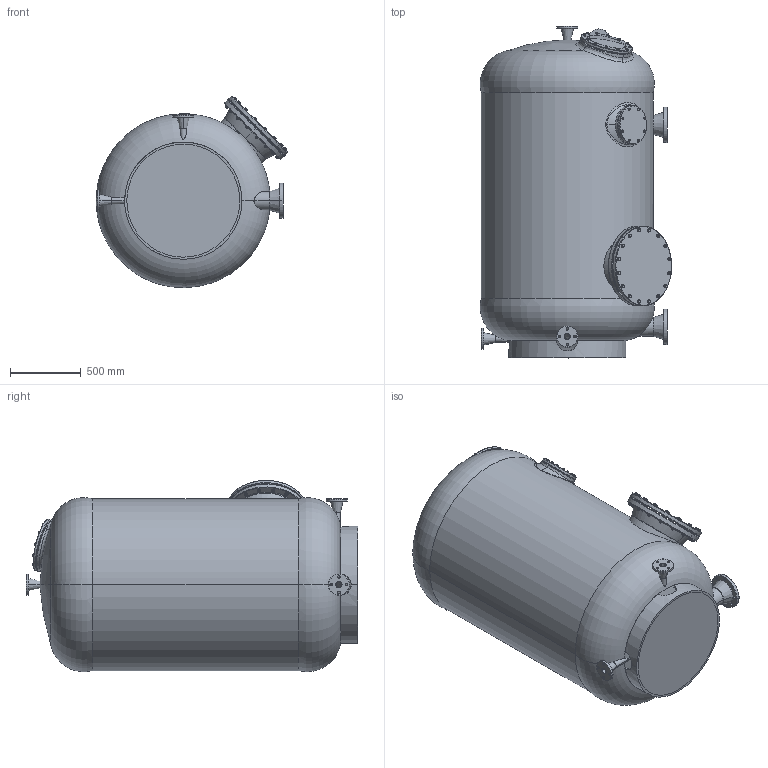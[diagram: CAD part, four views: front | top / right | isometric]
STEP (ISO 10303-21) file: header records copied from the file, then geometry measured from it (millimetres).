
FILE_DESCRIPTION (( 'STEP AP214' ), '1' );
FILE_NAME ('mediterran120c_.STEP', '2020-11-03T11:33:43', ( '' ), ( '' ), 'SwSTEP 2.0', 'SolidWorks 2019', '' );
FILE_SCHEMA (( 'AUTOMOTIVE_DESIGN' ));
Length unit declared in the file: millimetre
Products named in the file (1): mediterran120c_
Bounding box: 1354.38 x 2349.56 x 1354.87 mm (x, y, z)
Surface area: 13231654 mm2 (no closed solid volume)
Topology: 0 solids, 125 shells, 1089 faces, 2679 edges, 1671 vertices
Faces by surface type: plane 452, cone 320, cylinder 225, torus 80, sphere 6, bspline 6
Entity records: 72630 total; most frequent: CARTESIAN_POINT 40150, ORIENTED_EDGE 4646, DIRECTION 2719, EDGE_CURVE 2679, B_SPLINE_CURVE_WITH_KNOTS 2360, VERTEX_POINT 1671, AXIS2_PLACEMENT_3D 1316, EDGE_LOOP 1160
